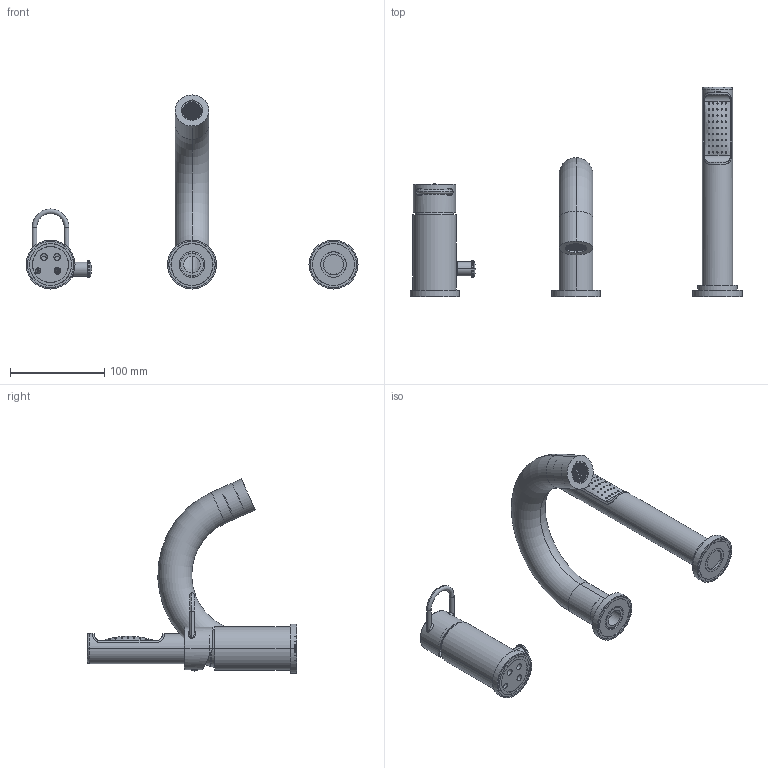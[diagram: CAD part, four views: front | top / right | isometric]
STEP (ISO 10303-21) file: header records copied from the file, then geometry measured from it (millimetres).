
FILE_DESCRIPTION((''),'2;1');
FILE_NAME('JK040LCR','2021-02-02T13:40:24',('ut3'),('PAFFONI SpA'),'CREO PARAMETRIC BY PTC INC, 2020044','CREO PARAMETRIC BY PTC INC, 2020044','');
FILE_SCHEMA(('CONFIG_CONTROL_DESIGN','SHAPE_APPEARANCE_LAYERS_GROUPS'));
Length unit declared in the file: millimetre
Products named in the file (1): JK040LCR
Bounding box: 352 x 222 x 205.82 mm (x, y, z)
Volume: 295285 mm3; surface area: 197721.8 mm2
Topology: 4 solids, 4 shells, 2106 faces, 5800 edges, 3714 vertices
Faces by surface type: plane 1211, cylinder 639, torus 130, cone 105, bspline 11, sphere 10
Entity records: 101560 total; most frequent: CARTESIAN_POINT 32426, ORIENTED_EDGE 11560, DIRECTION 10810, EDGE_CURVE 5780, VERTEX_POINT 3712, AXIS2_PLACEMENT_3D 3689, VECTOR 3432, LINE 3432
